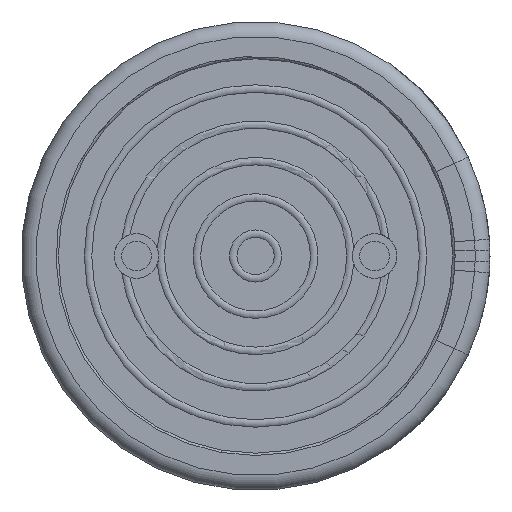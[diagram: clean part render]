
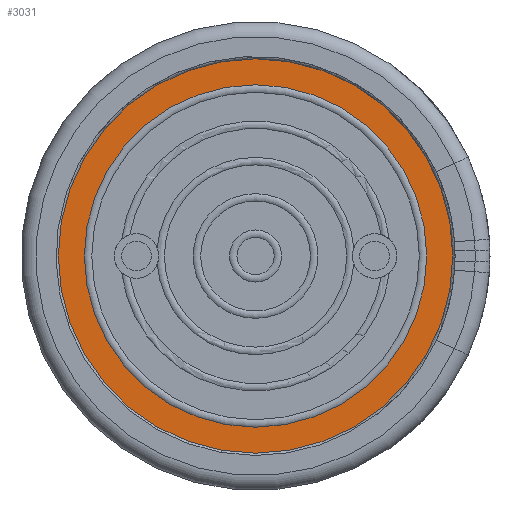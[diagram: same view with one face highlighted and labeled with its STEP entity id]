
A CAD part, front view. The second image highlights one B-rep face of the part: STEP entity #3031.
In plain terms, the highlighted planar face has unit normal (0, -1, 0).
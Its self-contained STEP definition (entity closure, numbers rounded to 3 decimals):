
#64=FACE_BOUND('',#456,.T.);
#194=PLANE('',#3390);
#313=FACE_OUTER_BOUND('',#455,.T.);
#455=EDGE_LOOP('',(#2700,#2701));
#456=EDGE_LOOP('',(#2702,#2703));
#932=CIRCLE('',#3324,2.65);
#933=CIRCLE('',#3325,2.65);
#967=CIRCLE('',#3368,2.3);
#968=CIRCLE('',#3369,2.3);
#1311=VERTEX_POINT('',#5666);
#1312=VERTEX_POINT('',#5668);
#1341=VERTEX_POINT('',#5750);
#1342=VERTEX_POINT('',#5751);
#1751=EDGE_CURVE('',#1311,#1312,#932,.T.);
#1752=EDGE_CURVE('',#1312,#1311,#933,.T.);
#1795=EDGE_CURVE('',#1341,#1342,#967,.T.);
#1796=EDGE_CURVE('',#1342,#1341,#968,.T.);
#2700=ORIENTED_EDGE('',*,*,#1752,.F.);
#2701=ORIENTED_EDGE('',*,*,#1751,.F.);
#2702=ORIENTED_EDGE('',*,*,#1795,.T.);
#2703=ORIENTED_EDGE('',*,*,#1796,.T.);
#3031=ADVANCED_FACE('',(#313,#64),#194,.T.);
#3324=AXIS2_PLACEMENT_3D('',#5669,#4056,#4057);
#3325=AXIS2_PLACEMENT_3D('',#5670,#4058,#4059);
#3368=AXIS2_PLACEMENT_3D('',#5752,#4153,#4154);
#3369=AXIS2_PLACEMENT_3D('',#5753,#4155,#4156);
#3390=AXIS2_PLACEMENT_3D('',#5787,#4200,#4201);
#4056=DIRECTION('center_axis',(0.,1.,0.));
#4057=DIRECTION('ref_axis',(1.,0.,0.));
#4058=DIRECTION('center_axis',(0.,1.,0.));
#4059=DIRECTION('ref_axis',(1.,0.,0.));
#4153=DIRECTION('center_axis',(0.,1.,0.));
#4154=DIRECTION('ref_axis',(-1.,0.,0.));
#4155=DIRECTION('center_axis',(0.,1.,0.));
#4156=DIRECTION('ref_axis',(-1.,0.,0.));
#4200=DIRECTION('center_axis',(0.,-1.,0.));
#4201=DIRECTION('ref_axis',(0.,0.,-1.));
#5666=CARTESIAN_POINT('',(-2.65,0.1,0.));
#5668=CARTESIAN_POINT('',(2.65,0.1,0.));
#5669=CARTESIAN_POINT('Origin',(0.,0.1,0.));
#5670=CARTESIAN_POINT('Origin',(0.,0.1,0.));
#5750=CARTESIAN_POINT('',(-2.3,0.1,0.));
#5751=CARTESIAN_POINT('',(2.3,0.1,0.));
#5752=CARTESIAN_POINT('Origin',(0.,0.1,0.));
#5753=CARTESIAN_POINT('Origin',(0.,0.1,0.));
#5787=CARTESIAN_POINT('Origin',(0.,0.1,0.));
